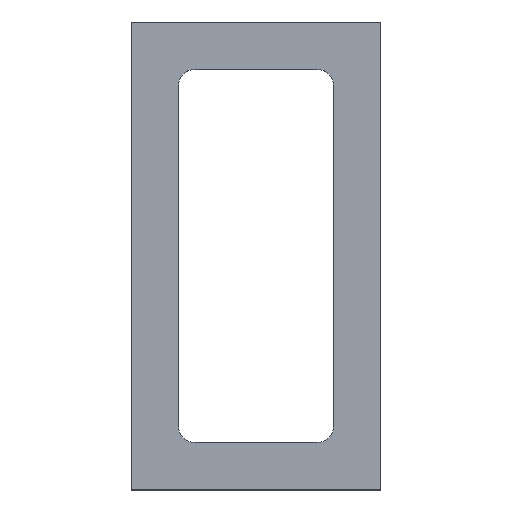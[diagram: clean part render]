
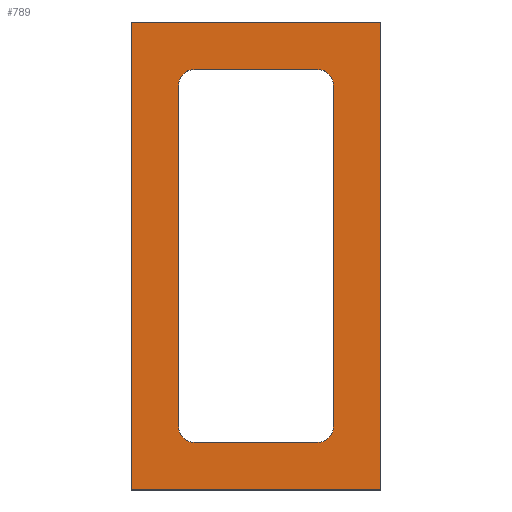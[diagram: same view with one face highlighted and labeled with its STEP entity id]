
A CAD part, top view. The second image highlights one B-rep face of the part: STEP entity #789.
In plain terms, the highlighted planar face has unit normal (0, 0, 1).
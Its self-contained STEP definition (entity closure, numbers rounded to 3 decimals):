
#7 = DIRECTION ( 'NONE',  ( -1., 0., 0. ) ) ;
#13 = DIRECTION ( 'NONE',  ( -1., 0., 0. ) ) ;
#55 = VERTEX_POINT ( 'NONE', #285 ) ;
#107 = VERTEX_POINT ( 'NONE', #1102 ) ;
#116 = CARTESIAN_POINT ( 'NONE',  ( 39.5, 74., 4. ) ) ;
#121 = AXIS2_PLACEMENT_3D ( 'NONE', #336, #815, #13 ) ;
#127 = CARTESIAN_POINT ( 'NONE',  ( -19.5, 59., 4. ) ) ;
#129 = CARTESIAN_POINT ( 'NONE',  ( -39.5, -74., 4. ) ) ;
#147 = LINE ( 'NONE', #1047, #452 ) ;
#148 = CIRCLE ( 'NONE', #1222, 5. ) ;
#169 = CIRCLE ( 'NONE', #1292, 5. ) ;
#170 = AXIS2_PLACEMENT_3D ( 'NONE', #1064, #1207, #1307 ) ;
#180 = ORIENTED_EDGE ( 'NONE', *, *, #1171, .T. ) ;
#193 = EDGE_CURVE ( 'NONE', #414, #55, #415, .T. ) ;
#214 = EDGE_CURVE ( 'NONE', #583, #593, #1218, .T. ) ;
#215 = EDGE_CURVE ( 'NONE', #1121, #107, #169, .T. ) ;
#221 = ORIENTED_EDGE ( 'NONE', *, *, #193, .F. ) ;
#248 = VECTOR ( 'NONE', #1202, 1000. ) ;
#257 = CARTESIAN_POINT ( 'NONE',  ( -39.5, 74., 4. ) ) ;
#282 = DIRECTION ( 'NONE',  ( -1., 0., 0. ) ) ;
#285 = CARTESIAN_POINT ( 'NONE',  ( -24.5, -54., 4. ) ) ;
#336 = CARTESIAN_POINT ( 'NONE',  ( 0., 0., 4. ) ) ;
#342 = CARTESIAN_POINT ( 'NONE',  ( 24.5, 54., 4. ) ) ;
#414 = VERTEX_POINT ( 'NONE', #1154 ) ;
#415 = LINE ( 'NONE', #905, #674 ) ;
#452 = VECTOR ( 'NONE', #282, 1000. ) ;
#462 = ORIENTED_EDGE ( 'NONE', *, *, #214, .F. ) ;
#482 = LINE ( 'NONE', #934, #665 ) ;
#508 = EDGE_CURVE ( 'NONE', #55, #734, #944, .T. ) ;
#512 = VERTEX_POINT ( 'NONE', #116 ) ;
#524 = VECTOR ( 'NONE', #1337, 1000. ) ;
#541 = ORIENTED_EDGE ( 'NONE', *, *, #675, .T. ) ;
#554 = DIRECTION ( 'NONE',  ( 0., 0., 1. ) ) ;
#576 = VERTEX_POINT ( 'NONE', #824 ) ;
#581 = EDGE_CURVE ( 'NONE', #593, #1121, #482, .T. ) ;
#583 = VERTEX_POINT ( 'NONE', #609 ) ;
#585 = CARTESIAN_POINT ( 'NONE',  ( 39.5, -74., 4. ) ) ;
#587 = DIRECTION ( 'NONE',  ( 0., 1., 0. ) ) ;
#593 = VERTEX_POINT ( 'NONE', #1031 ) ;
#609 = CARTESIAN_POINT ( 'NONE',  ( 19.5, -59., 4. ) ) ;
#622 = DIRECTION ( 'NONE',  ( 0., 0., 1. ) ) ;
#654 = EDGE_CURVE ( 'NONE', #107, #1186, #1175, .T. ) ;
#659 = ORIENTED_EDGE ( 'NONE', *, *, #1346, .T. ) ;
#665 = VECTOR ( 'NONE', #587, 1000. ) ;
#674 = VECTOR ( 'NONE', #1263, 1000. ) ;
#675 = EDGE_CURVE ( 'NONE', #1112, #576, #1286, .T. ) ;
#734 = VERTEX_POINT ( 'NONE', #1302 ) ;
#739 = CARTESIAN_POINT ( 'NONE',  ( -19.5, -59., 4. ) ) ;
#789 = ADVANCED_FACE ( 'NONE', ( #1409, #1077 ), #1085, .F. ) ;
#807 = CARTESIAN_POINT ( 'NONE',  ( -19.5, 59., 4. ) ) ;
#815 = DIRECTION ( 'NONE',  ( 0., 0., -1. ) ) ;
#824 = CARTESIAN_POINT ( 'NONE',  ( 39.5, -74., 4. ) ) ;
#839 = ORIENTED_EDGE ( 'NONE', *, *, #984, .F. ) ;
#887 = ORIENTED_EDGE ( 'NONE', *, *, #508, .F. ) ;
#889 = AXIS2_PLACEMENT_3D ( 'NONE', #1025, #554, #1122 ) ;
#905 = CARTESIAN_POINT ( 'NONE',  ( -24.5, 54., 4. ) ) ;
#907 = EDGE_CURVE ( 'NONE', #734, #583, #1355, .T. ) ;
#911 = DIRECTION ( 'NONE',  ( 0., 0., 1. ) ) ;
#931 = VERTEX_POINT ( 'NONE', #257 ) ;
#934 = CARTESIAN_POINT ( 'NONE',  ( 24.5, 54., 4. ) ) ;
#944 = CIRCLE ( 'NONE', #170, 5. ) ;
#954 = DIRECTION ( 'NONE',  ( 0., 1., 0. ) ) ;
#981 = LINE ( 'NONE', #1347, #524 ) ;
#983 = ORIENTED_EDGE ( 'NONE', *, *, #581, .F. ) ;
#984 = EDGE_CURVE ( 'NONE', #1186, #414, #148, .T. ) ;
#989 = ORIENTED_EDGE ( 'NONE', *, *, #215, .F. ) ;
#990 = EDGE_CURVE ( 'NONE', #931, #1112, #981, .T. ) ;
#993 = VECTOR ( 'NONE', #7, 1000. ) ;
#998 = VECTOR ( 'NONE', #954, 1000. ) ;
#1025 = CARTESIAN_POINT ( 'NONE',  ( 19.5, -54., 4. ) ) ;
#1031 = CARTESIAN_POINT ( 'NONE',  ( 24.5, -54., 4. ) ) ;
#1032 = CARTESIAN_POINT ( 'NONE',  ( 19.5, 54., 4. ) ) ;
#1047 = CARTESIAN_POINT ( 'NONE',  ( -39.5, 74., 4. ) ) ;
#1064 = CARTESIAN_POINT ( 'NONE',  ( -19.5, -54., 4. ) ) ;
#1077 = FACE_BOUND ( 'NONE', #1542, .T. ) ;
#1085 = PLANE ( 'NONE',  #121 ) ;
#1097 = DIRECTION ( 'NONE',  ( 1., 0., 0. ) ) ;
#1102 = CARTESIAN_POINT ( 'NONE',  ( 19.5, 59., 4. ) ) ;
#1112 = VERTEX_POINT ( 'NONE', #1306 ) ;
#1121 = VERTEX_POINT ( 'NONE', #342 ) ;
#1122 = DIRECTION ( 'NONE',  ( -1., 0., 0. ) ) ;
#1154 = CARTESIAN_POINT ( 'NONE',  ( -24.5, 54., 4. ) ) ;
#1171 = EDGE_CURVE ( 'NONE', #576, #512, #1520, .T. ) ;
#1175 = LINE ( 'NONE', #807, #993 ) ;
#1186 = VERTEX_POINT ( 'NONE', #127 ) ;
#1194 = ORIENTED_EDGE ( 'NONE', *, *, #907, .F. ) ;
#1202 = DIRECTION ( 'NONE',  ( 1., 0., 0. ) ) ;
#1207 = DIRECTION ( 'NONE',  ( 0., 0., 1. ) ) ;
#1215 = CARTESIAN_POINT ( 'NONE',  ( -19.5, 54., 4. ) ) ;
#1218 = CIRCLE ( 'NONE', #889, 5. ) ;
#1222 = AXIS2_PLACEMENT_3D ( 'NONE', #1215, #622, #1097 ) ;
#1263 = DIRECTION ( 'NONE',  ( 0., -1., 0. ) ) ;
#1286 = LINE ( 'NONE', #129, #248 ) ;
#1292 = AXIS2_PLACEMENT_3D ( 'NONE', #1032, #911, #1509 ) ;
#1297 = EDGE_LOOP ( 'NONE', ( #180, #659, #1526, #541 ) ) ;
#1302 = CARTESIAN_POINT ( 'NONE',  ( -19.5, -59., 4. ) ) ;
#1306 = CARTESIAN_POINT ( 'NONE',  ( -39.5, -74., 4. ) ) ;
#1307 = DIRECTION ( 'NONE',  ( 1., 0., 0. ) ) ;
#1325 = DIRECTION ( 'NONE',  ( 1., 0., 0. ) ) ;
#1337 = DIRECTION ( 'NONE',  ( 0., -1., 0. ) ) ;
#1346 = EDGE_CURVE ( 'NONE', #512, #931, #147, .T. ) ;
#1347 = CARTESIAN_POINT ( 'NONE',  ( -39.5, -74., 4. ) ) ;
#1355 = LINE ( 'NONE', #739, #1449 ) ;
#1409 = FACE_OUTER_BOUND ( 'NONE', #1297, .T. ) ;
#1449 = VECTOR ( 'NONE', #1325, 1000. ) ;
#1509 = DIRECTION ( 'NONE',  ( -1., 0., 0. ) ) ;
#1510 = ORIENTED_EDGE ( 'NONE', *, *, #654, .F. ) ;
#1520 = LINE ( 'NONE', #585, #998 ) ;
#1526 = ORIENTED_EDGE ( 'NONE', *, *, #990, .T. ) ;
#1542 = EDGE_LOOP ( 'NONE', ( #887, #221, #839, #1510, #989, #983, #462, #1194 ) ) ;
